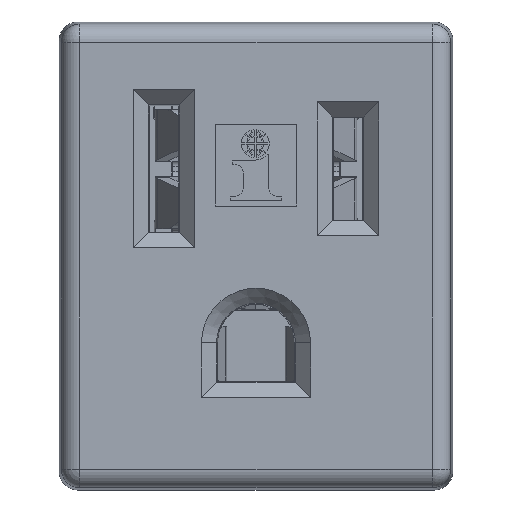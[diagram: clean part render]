
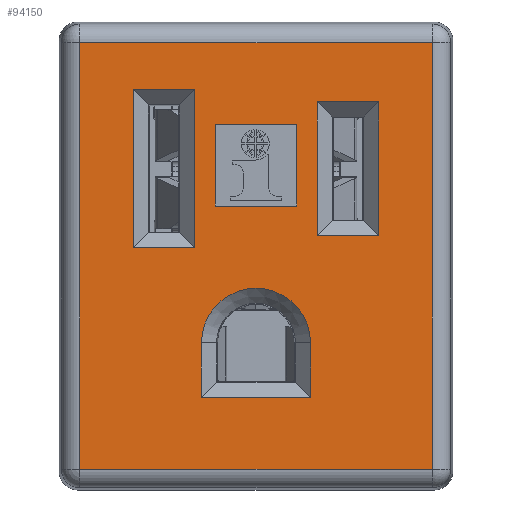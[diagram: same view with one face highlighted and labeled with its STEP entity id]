
A CAD part, top view. The second image highlights one B-rep face of the part: STEP entity #94150.
In plain terms, the highlighted planar face has unit normal (0, 0, 1).
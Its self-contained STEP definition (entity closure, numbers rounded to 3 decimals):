
#92390=CARTESIAN_POINT('',(62.209,48.417,3.053));
#92400=DIRECTION('',(0.,0.,1.));
#92410=DIRECTION('',(1.,0.,0.));
#92420=AXIS2_PLACEMENT_3D('',#92390,#92400,#92410);
#92430=PLANE('',#92420);
#92440=CARTESIAN_POINT('',(62.209,46.374,3.053));
#92450=DIRECTION('',(-1.,0.,0.));
#92460=VECTOR('',#92450,1.);
#92470=LINE('',#92440,#92460);
#92480=CARTESIAN_POINT('',(55.575,46.374,3.053));
#92490=VERTEX_POINT('',#92480);
#92500=CARTESIAN_POINT('',(51.369,46.374,3.053));
#92510=VERTEX_POINT('',#92500);
#92520=EDGE_CURVE('',#92490,#92510,#92470,.T.);
#92530=ORIENTED_EDGE('',*,*,#92520,.T.);
#92540=CARTESIAN_POINT('',(55.575,51.779,3.053));
#92550=DIRECTION('',(0.,-1.,0.));
#92560=VECTOR('',#92550,1.);
#92570=LINE('',#92540,#92560);
#92580=CARTESIAN_POINT('',(55.575,57.184,3.053));
#92590=VERTEX_POINT('',#92580);
#92600=EDGE_CURVE('',#92590,#92490,#92570,.T.);
#92610=ORIENTED_EDGE('',*,*,#92600,.T.);
#92620=CARTESIAN_POINT('',(62.209,57.184,3.053));
#92630=DIRECTION('',(1.,0.,0.));
#92640=VECTOR('',#92630,1.);
#92650=LINE('',#92620,#92640);
#92660=CARTESIAN_POINT('',(51.369,57.184,3.053));
#92670=VERTEX_POINT('',#92660);
#92680=EDGE_CURVE('',#92670,#92590,#92650,.T.);
#92690=ORIENTED_EDGE('',*,*,#92680,.T.);
#92700=CARTESIAN_POINT('',(51.369,51.779,3.053));
#92710=DIRECTION('',(0.,1.,0.));
#92720=VECTOR('',#92710,1.);
#92730=LINE('',#92700,#92720);
#92740=EDGE_CURVE('',#92510,#92670,#92730,.T.);
#92750=ORIENTED_EDGE('',*,*,#92740,.T.);
#92760=EDGE_LOOP('',(#92750,#92690,#92610,#92530));
#92770=FACE_BOUND('',#92760,.T.);
#92780=CARTESIAN_POINT('',(62.209,36.163,3.053));
#92790=DIRECTION('',(-1.,0.,0.));
#92800=VECTOR('',#92790,1.);
#92810=LINE('',#92780,#92800);
#92820=CARTESIAN_POINT('',(63.487,36.163,3.053));
#92830=VERTEX_POINT('',#92820);
#92840=CARTESIAN_POINT('',(56.03,36.163,3.053));
#92850=VERTEX_POINT('',#92840);
#92860=EDGE_CURVE('',#92830,#92850,#92810,.T.);
#92870=ORIENTED_EDGE('',*,*,#92860,.T.);
#92880=CARTESIAN_POINT('',(63.487,48.417,3.053));
#92890=DIRECTION('',(0.,-1.,0.));
#92900=VECTOR('',#92890,1.);
#92910=LINE('',#92880,#92900);
#92920=CARTESIAN_POINT('',(63.487,39.892,3.053))
;
#92930=VERTEX_POINT('',#92920);
#92940=EDGE_CURVE('',#92930,#92830,#92910,.T.);
#92950=ORIENTED_EDGE('',*,*,#92940,.T.);
#92960=CARTESIAN_POINT('',(59.758,39.892,3.053));
#92970=DIRECTION('',(0.,0.,1.));
#92980=DIRECTION('',(1.,0.,0.));
#92990=AXIS2_PLACEMENT_3D('',#92960,#92970,#92980);
#93000=CIRCLE('',#92990,3.729);
#93010=CARTESIAN_POINT('',(56.03,39.892,3.053))
;
#93020=VERTEX_POINT('',#93010);
#93030=EDGE_CURVE('',#92930,#93020,#93000,.T.);
#93040=ORIENTED_EDGE('',*,*,#93030,.F.);
#93050=CARTESIAN_POINT('',(56.03,48.417,3.053));
#93060=DIRECTION('',(0.,1.,0.));
#93070=VECTOR('',#93060,1.);
#93080=LINE('',#93050,#93070);
#93090=EDGE_CURVE('',#92850,#93020,#93080,.T.);
#93100=ORIENTED_EDGE('',*,*,#93090,.T.);
#93110=EDGE_LOOP('',(#93100,#93040,#92950,#92870));
#93120=FACE_BOUND('',#93110,.T.);
#93130=CARTESIAN_POINT('',(62.552,48.417,3.053));
#93140=DIRECTION('',(0.,1.,0.));
#93150=VECTOR('',#93140,1.);
#93160=LINE('',#93130,#93150);
#93170=CARTESIAN_POINT('',(62.552,49.239,3.053));
#93180=VERTEX_POINT('',#93170);
#93190=CARTESIAN_POINT('',(62.552,54.825,3.053));
#93200=VERTEX_POINT('',#93190);
#93210=EDGE_CURVE('',#93180,#93200,#93160,.T.);
#93220=ORIENTED_EDGE('',*,*,#93210,.F.);
#93230=CARTESIAN_POINT('',(62.209,54.825,3.053));
#93240=DIRECTION('',(-1.,0.,0.));
#93250=VECTOR('',#93240,1.);
#93260=LINE('',#93230,#93250);
#93270=CARTESIAN_POINT('',(56.964,54.825,3.053));
#93280=VERTEX_POINT('',#93270);
#93290=EDGE_CURVE('',#93200,#93280,#93260,.T.);
#93300=ORIENTED_EDGE('',*,*,#93290,.F.);
#93310=CARTESIAN_POINT('',(56.964,48.417,3.053));
#93320=DIRECTION('',(0.,-1.,0.));
#93330=VECTOR('',#93320,1.);
#93340=LINE('',#93310,#93330);
#93350=CARTESIAN_POINT('',(56.964,49.239,3.053));
#93360=VERTEX_POINT('',#93350);
#93370=EDGE_CURVE('',#93280,#93360,#93340,.T.);
#93380=ORIENTED_EDGE('',*,*,#93370,.F.);
#93390=CARTESIAN_POINT('',(62.209,49.239,3.053));
#93400=DIRECTION('',(1.,0.,0.));
#93410=VECTOR('',#93400,1.);
#93420=LINE('',#93390,#93410);
#93430=EDGE_CURVE('',#93360,#93180,#93420,.T.);
#93440=ORIENTED_EDGE('',*,*,#93430,.F.);
#93450=EDGE_LOOP('',(#93440,#93380,#93300,#93220));
#93460=FACE_BOUND('',#93450,.T.);
#93470=CARTESIAN_POINT('',(62.209,56.358,3.053));
#93480=DIRECTION('',(1.,0.,0.));
#93490=VECTOR('',#93480,1.);
#93500=LINE('',#93470,#93490);
#93510=CARTESIAN_POINT('',(63.942,56.358,3.053));
#93520=VERTEX_POINT('',#93510);
#93530=CARTESIAN_POINT('',(68.148,56.358,3.053));
#93540=VERTEX_POINT('',#93530);
#93550=EDGE_CURVE('',#93520,#93540,#93500,.T.);
#93560=ORIENTED_EDGE('',*,*,#93550,.T.);
#93570=CARTESIAN_POINT('',(63.942,51.779,3.053));
#93580=DIRECTION('',(0.,1.,0.));
#93590=VECTOR('',#93580,1.);
#93600=LINE('',#93570,#93590);
#93610=CARTESIAN_POINT('',(63.942,47.2,3.053));
#93620=VERTEX_POINT('',#93610);
#93630=EDGE_CURVE('',#93620,#93520,#93600,.T.);
#93640=ORIENTED_EDGE('',*,*,#93630,.T.);
#93650=CARTESIAN_POINT('',(62.209,47.2,3.053));
#93660=DIRECTION('',(-1.,0.,0.));
#93670=VECTOR('',#93660,1.);
#93680=LINE('',#93650,#93670);
#93690=CARTESIAN_POINT('',(68.148,47.2,3.053));
#93700=VERTEX_POINT('',#93690);
#93710=EDGE_CURVE('',#93700,#93620,#93680,.T.);
#93720=ORIENTED_EDGE('',*,*,#93710,.T.);
#93730=CARTESIAN_POINT('',(68.148,51.779,3.053));
#93740=DIRECTION('',(0.,-1.,0.));
#93750=VECTOR('',#93740,1.);
#93760=LINE('',#93730,#93750);
#93770=EDGE_CURVE('',#93540,#93700,#93760,.T.);
#93780=ORIENTED_EDGE('',*,*,#93770,.T.);
#93790=EDGE_LOOP('',(#93780,#93720,#93640,#93560));
#93800=FACE_BOUND('',#93790,.T.);
#93810=CARTESIAN_POINT('',(62.209,31.245,3.053));
#93820=DIRECTION('',(1.,0.,0.));
#93830=VECTOR('',#93820,1.);
#93840=LINE('',#93810,#93830);
#93850=CARTESIAN_POINT('',(47.715,31.245,3.053));
#93860=VERTEX_POINT('',#93850);
#93870=CARTESIAN_POINT('',(71.802,31.245,3.053));
#93880=VERTEX_POINT('',#93870);
#93890=EDGE_CURVE('',#93860,#93880,#93840,.T.);
#93900=ORIENTED_EDGE('',*,*,#93890,.T.);
#93910=CARTESIAN_POINT('',(47.715,48.417,3.053));
#93920=DIRECTION('',(0.,-1.,0.));
#93930=VECTOR('',#93920,1.);
#93940=LINE('',#93910,#93930);
#93950=CARTESIAN_POINT('',(47.715,60.413,3.053));
#93960=VERTEX_POINT('',#93950);
#93970=EDGE_CURVE('',#93960,#93860,#93940,.T.);
#93980=ORIENTED_EDGE('',*,*,#93970,.T.);
#93990=CARTESIAN_POINT('',(62.209,60.413,3.053));
#94000=DIRECTION('',(-1.,0.,0.));
#94010=VECTOR('',#94000,1.);
#94020=LINE('',#93990,#94010);
#94030=CARTESIAN_POINT('',(71.802,60.413,3.053));
#94040=VERTEX_POINT('',#94030);
#94050=EDGE_CURVE('',#94040,#93960,#94020,.T.);
#94060=ORIENTED_EDGE('',*,*,#94050,.T.);
#94070=CARTESIAN_POINT('',(71.802,48.417,3.053));
#94080=DIRECTION('',(0.,1.,0.));
#94090=VECTOR('',#94080,1.);
#94100=LINE('',#94070,#94090);
#94110=EDGE_CURVE('',#93880,#94040,#94100,.T.);
#94120=ORIENTED_EDGE('',*,*,#94110,.T.);
#94130=EDGE_LOOP('',(#94120,#94060,#93980,#93900));
#94140=FACE_OUTER_BOUND('',#94130,.T.);
#94150=ADVANCED_FACE('',(#92770,#93120,#93460,#93800,#94140),#92430,.T.)
;
